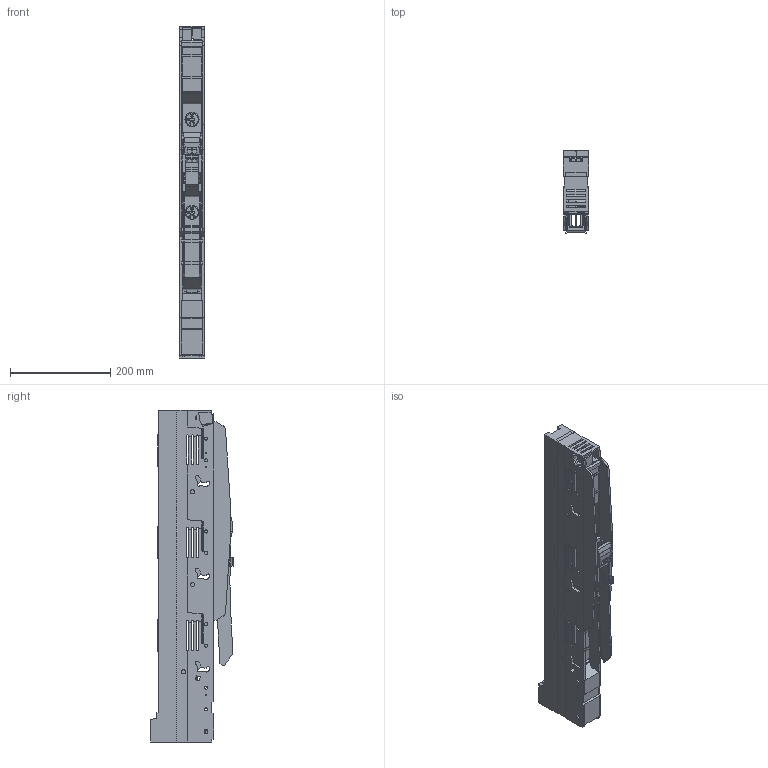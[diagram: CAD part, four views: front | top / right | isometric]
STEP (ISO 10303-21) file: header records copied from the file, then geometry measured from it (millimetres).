
FILE_DESCRIPTION(('CATIA V5 STEP'),'2;1');
FILE_NAME('L0670_NH_Sicherungslastschaltleiste_SL00_3x3_185_P0070.stp','2018-12-11T09:58:38+00:00',('none'),('Jean Müller GmbH'),'CATIA Version 5 Release 19 SP 9 (IN-10)','CATIA V5 STEP AP214','none');
FILE_SCHEMA(('AUTOMOTIVE_DESIGN { 1 0 10303 214 1 1 1 1 }'));
Products named in the file (1): L0670_NH-Sicherungslastschaltleiste SL00-3x3/185/P0070
Bounding box: 50 x 164.77 x 662 mm (x, y, z)
Volume: 1845586.5 mm3; surface area: 582591.3 mm2
Topology: 17 solids, 20 shells, 3359 faces, 9328 edges, 5788 vertices
Faces by surface type: plane 1698, cylinder 1010, bspline 448, cone 129, sphere 42, torus 32
Entity records: 119137 total; most frequent: CARTESIAN_POINT 42261, ORIENTED_EDGE 18256, DIRECTION 11762, EDGE_CURVE 9128, VERTEX_POINT 5788, VECTOR 5637, LINE 5637, AXIS2_PLACEMENT_3D 3822
